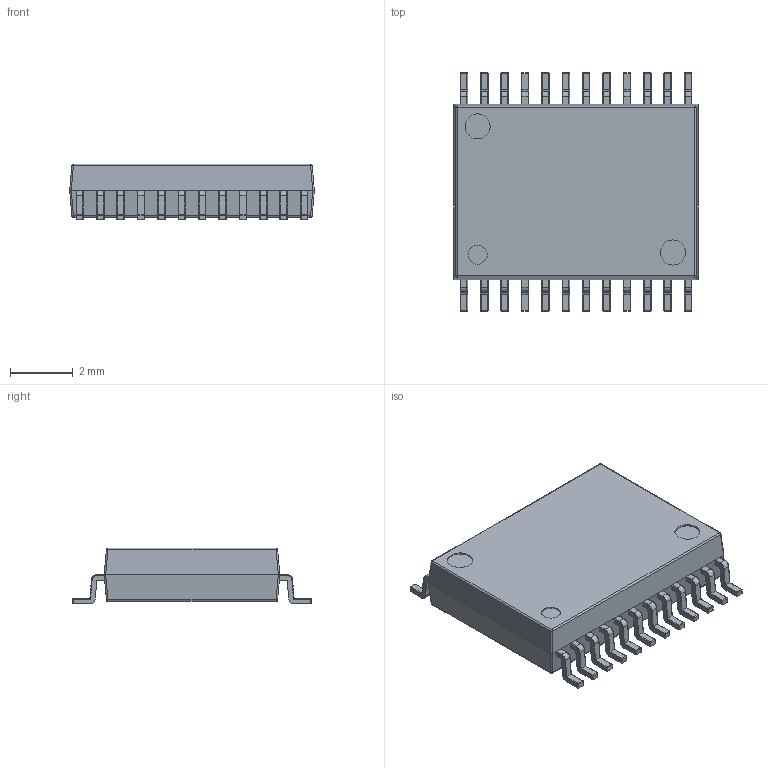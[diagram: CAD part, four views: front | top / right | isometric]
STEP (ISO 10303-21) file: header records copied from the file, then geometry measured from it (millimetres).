
FILE_DESCRIPTION(('STEP AP214'),'1');
FILE_NAME(' ',' ',('TraceParts'),('TraceParts S.A.'),'XStep 1.0',' ',' ');
FILE_SCHEMA(('automotive_design'));
Length unit declared in the file: millimetre
Products named in the file (15): NONE
Bounding box: 7.8 x 7.6 x 1.78 mm (x, y, z)
Volume: 76.8 mm3; surface area: 339 mm2
Topology: 15 solids, 15 shells, 560 faces, 1314 edges, 740 vertices
Faces by surface type: cylinder 262, plane 194, bspline 104
Entity records: 31387 total; most frequent: CARTESIAN_POINT 4501, STYLED_ITEM 2581, PRESENTATION_STYLE_ASSIGNMENT 2581, COLOUR_RGB 2581, ORIENTED_EDGE 2532, DIRECTION 2524, EDGE_CURVE 1266, CURVE_STYLE 1266
